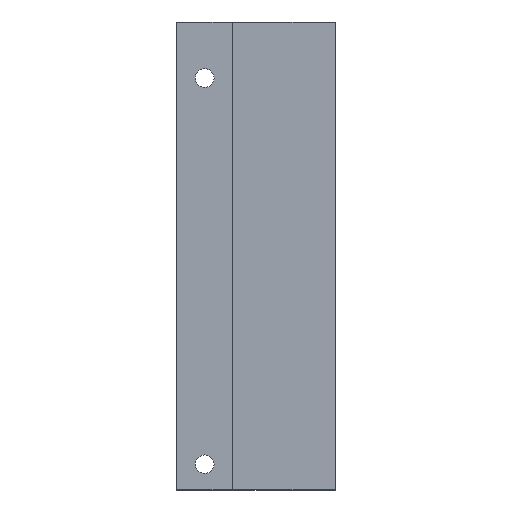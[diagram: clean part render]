
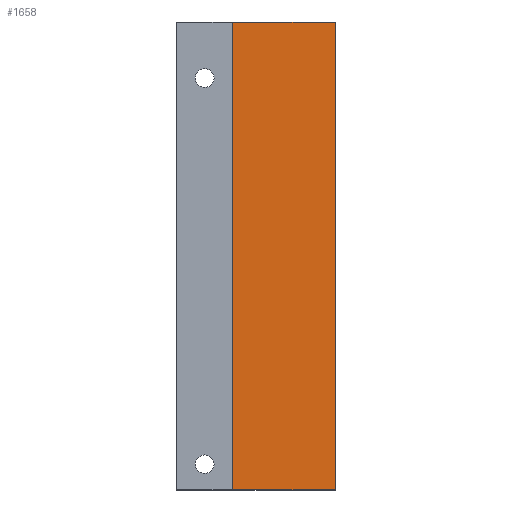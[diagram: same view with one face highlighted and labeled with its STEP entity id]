
A CAD part, top view. The second image highlights one B-rep face of the part: STEP entity #1658.
In plain terms, the highlighted planar face has unit normal (0, 0, 1).
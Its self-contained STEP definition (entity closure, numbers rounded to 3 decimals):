
#64=LINE('',#2321,#260);
#203=LINE('',#2599,#399);
#219=LINE('',#2652,#415);
#221=LINE('',#2655,#417);
#260=VECTOR('',#1857,10.);
#399=VECTOR('',#2094,10.);
#415=VECTOR('',#2146,10.);
#417=VECTOR('',#2150,10.);
#495=PLANE('',#1771);
#573=FACE_OUTER_BOUND('',#676,.T.);
#676=EDGE_LOOP('',(#1469,#1470,#1471,#1472));
#774=VERTEX_POINT('',#2318);
#775=VERTEX_POINT('',#2320);
#865=VERTEX_POINT('',#2598);
#884=VERTEX_POINT('',#2650);
#927=EDGE_CURVE('',#775,#774,#64,.T.);
#1067=EDGE_CURVE('',#775,#865,#203,.T.);
#1094=EDGE_CURVE('',#884,#774,#219,.T.);
#1096=EDGE_CURVE('',#865,#884,#221,.T.);
#1469=ORIENTED_EDGE('',*,*,#1094,.F.);
#1470=ORIENTED_EDGE('',*,*,#1096,.F.);
#1471=ORIENTED_EDGE('',*,*,#1067,.F.);
#1472=ORIENTED_EDGE('',*,*,#927,.T.);
#1658=ADVANCED_FACE('',(#573),#495,.F.);
#1771=AXIS2_PLACEMENT_3D('',#2654,#2148,#2149);
#1857=DIRECTION('',(-1.,0.,0.));
#2094=DIRECTION('',(0.,-1.,0.));
#2146=DIRECTION('',(0.,1.,0.));
#2148=DIRECTION('center_axis',(0.,0.,-1.));
#2149=DIRECTION('ref_axis',(0.,-1.,0.));
#2150=DIRECTION('',(-1.,0.,0.));
#2318=CARTESIAN_POINT('',(17.25,30.014,-18.));
#2320=CARTESIAN_POINT('',(31.,30.014,-18.));
#2321=CARTESIAN_POINT('',(31.,30.014,-18.));
#2598=CARTESIAN_POINT('',(31.,-32.736,-18.));
#2599=CARTESIAN_POINT('',(31.,30.014,-18.));
#2650=CARTESIAN_POINT('',(17.25,-32.736,-18.));
#2652=CARTESIAN_POINT('',(17.25,14.326,-18.));
#2654=CARTESIAN_POINT('Origin',(31.,30.014,-18.));
#2655=CARTESIAN_POINT('',(31.,-32.736,-18.));
